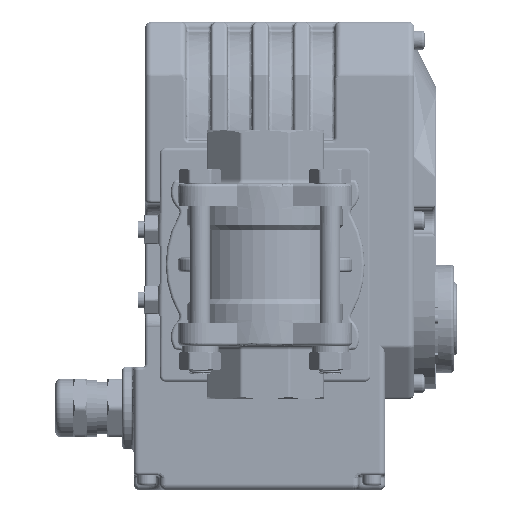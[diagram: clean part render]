
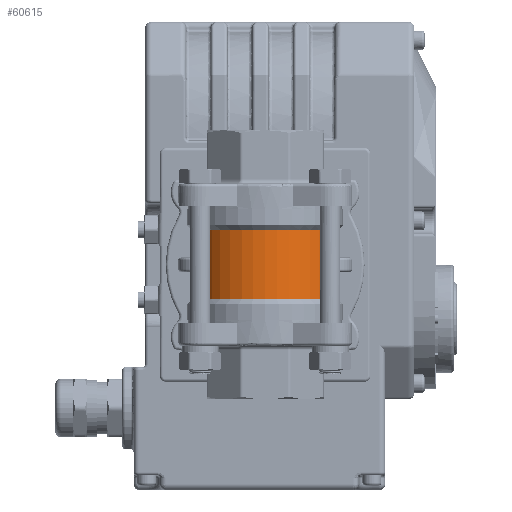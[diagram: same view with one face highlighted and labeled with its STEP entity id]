
A CAD part, front view. The second image highlights one B-rep face of the part: STEP entity #60615.
In plain terms, the highlighted cylindrical face has radius 25 mm (diameter 50 mm), a partial arc.
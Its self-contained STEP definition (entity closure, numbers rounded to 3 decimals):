
#4636 = DIRECTION ( 'NONE',  ( 1., 0., 0. ) ) ;
#6820 = CARTESIAN_POINT ( 'NONE',  ( -24.193, -6.299, 11.85 ) ) ;
#11809 = ORIENTED_EDGE ( 'NONE', *, *, #166563, .T. ) ;
#35302 = ORIENTED_EDGE ( 'NONE', *, *, #81313, .T. ) ;
#38873 = VECTOR ( 'NONE', #90101, 1000. ) ;
#40045 = VERTEX_POINT ( 'NONE', #6820 ) ;
#60615 = ADVANCED_FACE ( 'NONE', ( #207398 ), #85848, .T. ) ;
#63878 = DIRECTION ( 'NONE',  ( 0., 0., 1. ) ) ;
#69445 = EDGE_CURVE ( 'NONE', #84923, #40045, #90452, .T. ) ;
#70606 = CARTESIAN_POINT ( 'NONE',  ( -24.193, -6.299, -19. ) ) ;
#71668 = DIRECTION ( 'NONE',  ( 0., 0., 1. ) ) ;
#74865 = CARTESIAN_POINT ( 'NONE',  ( 0., 0., -19. ) ) ;
#81313 = EDGE_CURVE ( 'NONE', #190281, #87406, #171187, .T. ) ;
#84768 = AXIS2_PLACEMENT_3D ( 'NONE', #114894, #250634, #134331 ) ;
#84923 = VERTEX_POINT ( 'NONE', #102947 ) ;
#85848 = CYLINDRICAL_SURFACE ( 'NONE', #139779, 25. ) ;
#87406 = VERTEX_POINT ( 'NONE', #166117 ) ;
#90101 = DIRECTION ( 'NONE',  ( 0., 0., 1. ) ) ;
#90452 = LINE ( 'NONE', #70606, #38873 ) ;
#98524 = CARTESIAN_POINT ( 'NONE',  ( 24.193, -6.299, -11.85 ) ) ;
#102947 = CARTESIAN_POINT ( 'NONE',  ( -24.193, -6.299, -11.85 ) ) ;
#108553 = AXIS2_PLACEMENT_3D ( 'NONE', #180121, #63878, #199717 ) ;
#110698 = CARTESIAN_POINT ( 'NONE',  ( 24.193, -6.299, -19. ) ) ;
#114894 = CARTESIAN_POINT ( 'NONE',  ( 0., 0., 11.85 ) ) ;
#134331 = DIRECTION ( 'NONE',  ( 1., 0., 0. ) ) ;
#139779 = AXIS2_PLACEMENT_3D ( 'NONE', #74865, #178491, #4636 ) ;
#147023 = EDGE_LOOP ( 'NONE', ( #203346, #184939, #35302, #11809 ) ) ;
#164501 = CIRCLE ( 'NONE', #84768, 25. ) ;
#166117 = CARTESIAN_POINT ( 'NONE',  ( 24.193, -6.299, 11.85 ) ) ;
#166563 = EDGE_CURVE ( 'NONE', #87406, #40045, #164501, .T. ) ;
#171187 = LINE ( 'NONE', #110698, #216780 ) ;
#178491 = DIRECTION ( 'NONE',  ( 0., 0., 1. ) ) ;
#180121 = CARTESIAN_POINT ( 'NONE',  ( 0., 0., -11.85 ) ) ;
#184939 = ORIENTED_EDGE ( 'NONE', *, *, #234866, .T. ) ;
#187249 = CIRCLE ( 'NONE', #108553, 25. ) ;
#190281 = VERTEX_POINT ( 'NONE', #98524 ) ;
#199717 = DIRECTION ( 'NONE',  ( -1., 0., 0. ) ) ;
#203346 = ORIENTED_EDGE ( 'NONE', *, *, #69445, .F. ) ;
#207398 = FACE_OUTER_BOUND ( 'NONE', #147023, .T. ) ;
#216780 = VECTOR ( 'NONE', #71668, 1000. ) ;
#234866 = EDGE_CURVE ( 'NONE', #84923, #190281, #187249, .T. ) ;
#250634 = DIRECTION ( 'NONE',  ( 0., 0., -1. ) ) ;
